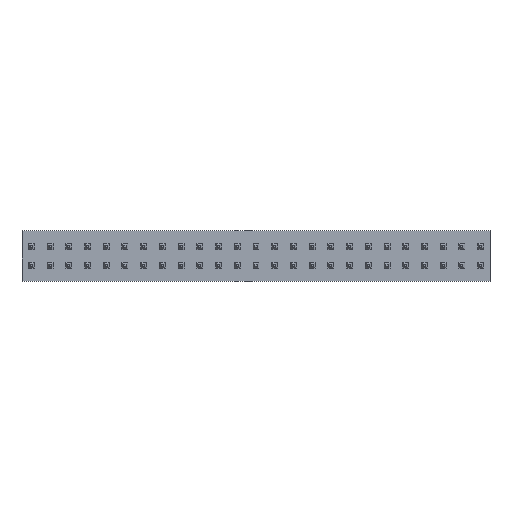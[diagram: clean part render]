
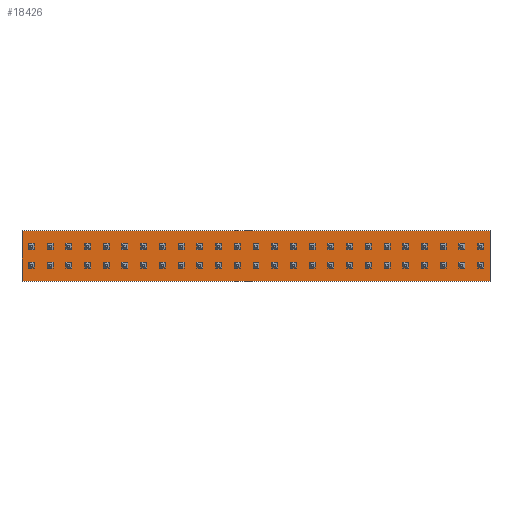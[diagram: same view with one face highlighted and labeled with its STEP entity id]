
A CAD part, top view. The second image highlights one B-rep face of the part: STEP entity #18426.
In plain terms, the highlighted face is planar.
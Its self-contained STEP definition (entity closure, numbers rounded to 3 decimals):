
#18294 = EDGE_CURVE('',#18295,#18297,#18299,.T.);
#18295 = VERTEX_POINT('',#18296);
#18296 = CARTESIAN_POINT('',(-15.875,1.778,-1.715));
#18297 = VERTEX_POINT('',#18298);
#18298 = CARTESIAN_POINT('',(-15.875,1.778,1.715));
#18299 = LINE('',#18300,#18301);
#18300 = CARTESIAN_POINT('',(-15.875,1.778,-1.715));
#18301 = VECTOR('',#18302,1.);
#18302 = DIRECTION('',(0.,0.,1.));
#18334 = EDGE_CURVE('',#18297,#18335,#18337,.T.);
#18335 = VERTEX_POINT('',#18336);
#18336 = CARTESIAN_POINT('',(15.875,1.778,1.715));
#18337 = LINE('',#18338,#18339);
#18338 = CARTESIAN_POINT('',(-15.875,1.778,1.715));
#18339 = VECTOR('',#18340,1.);
#18340 = DIRECTION('',(1.,0.,0.));
#18365 = EDGE_CURVE('',#18335,#18366,#18368,.T.);
#18366 = VERTEX_POINT('',#18367);
#18367 = CARTESIAN_POINT('',(15.875,1.778,-1.715));
#18368 = LINE('',#18369,#18370);
#18369 = CARTESIAN_POINT('',(15.875,1.778,1.715));
#18370 = VECTOR('',#18371,1.);
#18371 = DIRECTION('',(0.,0.,-1.));
#18396 = EDGE_CURVE('',#18366,#18295,#18397,.T.);
#18397 = LINE('',#18398,#18399);
#18398 = CARTESIAN_POINT('',(15.875,1.778,-1.715));
#18399 = VECTOR('',#18400,1.);
#18400 = DIRECTION('',(-1.,0.,0.));
#18426 = ADVANCED_FACE('',(#18427),#18433,.T.);
#18427 = FACE_BOUND('',#18428,.T.);
#18428 = EDGE_LOOP('',(#18429,#18430,#18431,#18432));
#18429 = ORIENTED_EDGE('',*,*,#18294,.T.);
#18430 = ORIENTED_EDGE('',*,*,#18334,.T.);
#18431 = ORIENTED_EDGE('',*,*,#18365,.T.);
#18432 = ORIENTED_EDGE('',*,*,#18396,.T.);
#18433 = PLANE('',#18434);
#18434 = AXIS2_PLACEMENT_3D('',#18435,#18436,#18437);
#18435 = CARTESIAN_POINT('',(0.,1.778,0.));
#18436 = DIRECTION('',(0.,1.,0.));
#18437 = DIRECTION('',(0.,-0.,1.));
